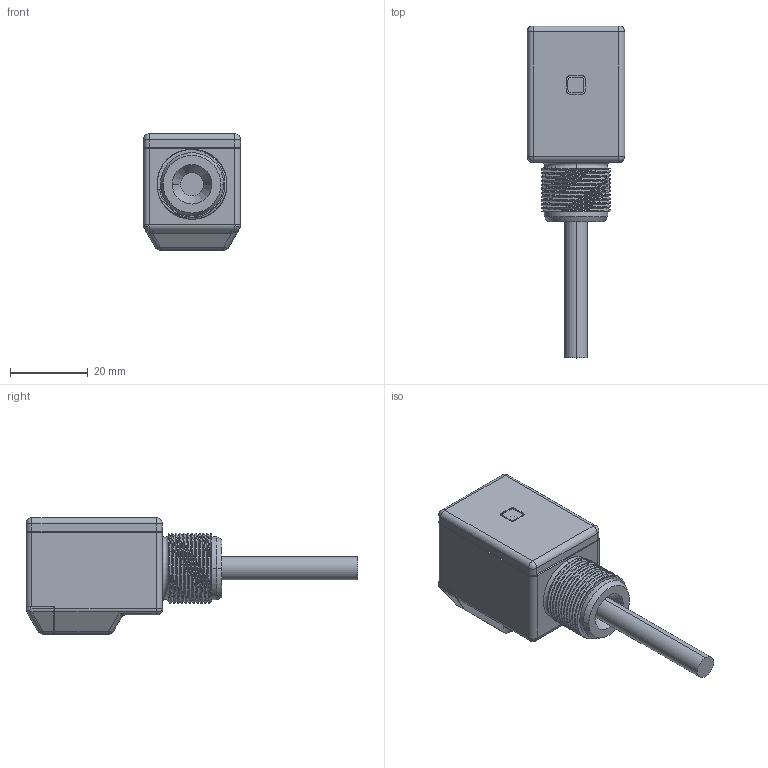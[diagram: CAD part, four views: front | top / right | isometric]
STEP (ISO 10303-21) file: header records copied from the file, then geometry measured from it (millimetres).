
FILE_DESCRIPTION((''),'2;1');
FILE_NAME('188701_ASM','2015-11-06T',('pdmadmin'),(''),'PRO/ENGINEER BY PARAMETRIC TECHNOLOGY CORPORATION, 2013230','PRO/ENGINEER BY PARAMETRIC TECHNOLOGY CORPORATION, 2013230','');
FILE_SCHEMA(('CONFIG_CONTROL_DESIGN'));
Length unit declared in the file: inch
Products named in the file (10): 31792_AF0; 31901; 32843_AF0; 69966; 32034_AF0; 09461_AF0; 123067; 28403; 32729_ASM; 188701_ASM
Assembly tree (10 placements, depth 3):
  188701_ASM
    31792_AF0
    31901  x2
    32843_AF0
    69966
    32034_AF0
    09461_AF0
    32729_ASM
      123067
      28403
Bounding box: 24.99 x 85.32 x 29.97 mm (x, y, z)
Volume: 12125.6 mm3; surface area: 19276.1 mm2
Topology: 9 solids, 9 shells, 510 faces, 1291 edges, 809 vertices
Faces by surface type: plane 220, cylinder 198, cone 39, bspline 20, sphere 18, torus 7, extrusion 6, revolution 2
Entity records: 18607 total; most frequent: CARTESIAN_POINT 7275, ORIENTED_EDGE 2338, DIRECTION 2297, EDGE_CURVE 1169, AXIS2_PLACEMENT_3D 825, VERTEX_POINT 738, VECTOR 645, LINE 639
